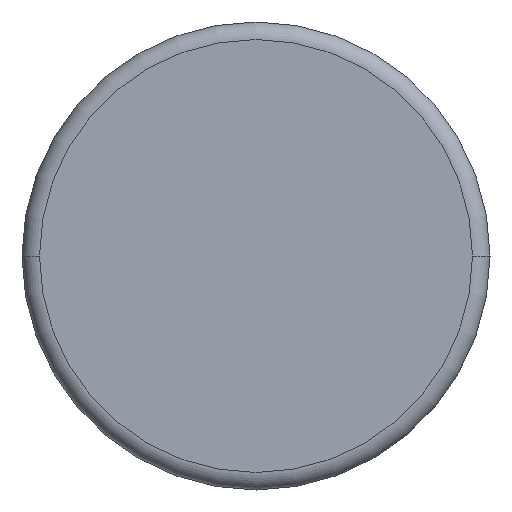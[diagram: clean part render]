
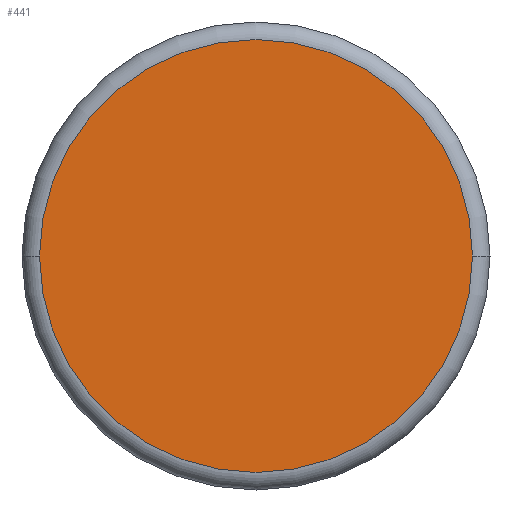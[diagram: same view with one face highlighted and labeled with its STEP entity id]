
A CAD part, front view. The second image highlights one B-rep face of the part: STEP entity #441.
In plain terms, the highlighted face is planar.
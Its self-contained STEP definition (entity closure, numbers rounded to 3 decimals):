
#361=CARTESIAN_POINT('',(200.023,147.724,39.0));
#362=VERTEX_POINT('',#361);
#371=CARTESIAN_POINT('',(207.423,147.724,39.0));
#372=VERTEX_POINT('',#371);
#380=CARTESIAN_POINT('',(203.723,147.724,39.0));
#381=DIRECTION('',(0.0,0.0,-1.0));
#382=DIRECTION('',(-1.0,0.0,0.0));
#383=AXIS2_PLACEMENT_3D('',#380,#381,#382);
#384=CIRCLE('',#383,3.7);
#385=EDGE_CURVE('',#372,#362,#384,.T.);
#396=CARTESIAN_POINT('',(203.723,147.724,39.0));
#397=DIRECTION('',(0.0,0.0,-1.0));
#398=DIRECTION('',(-1.0,0.0,0.0));
#399=AXIS2_PLACEMENT_3D('',#396,#397,#398);
#400=CIRCLE('',#399,3.7);
#401=EDGE_CURVE('',#362,#372,#400,.T.);
#432=CARTESIAN_POINT('',(207.723,147.724,39.0));
#433=DIRECTION('',(0.0,0.0,1.0));
#434=DIRECTION('',(1.0,0.0,0.0));
#435=AXIS2_PLACEMENT_3D('',#432,#433,#434);
#436=PLANE('',#435);
#437=ORIENTED_EDGE('',*,*,#385,.F.);
#438=ORIENTED_EDGE('',*,*,#401,.F.);
#439=EDGE_LOOP('',(#437,#438));
#440=FACE_OUTER_BOUND('',#439,.T.);
#441=ADVANCED_FACE('',(#440),#436,.T.);
